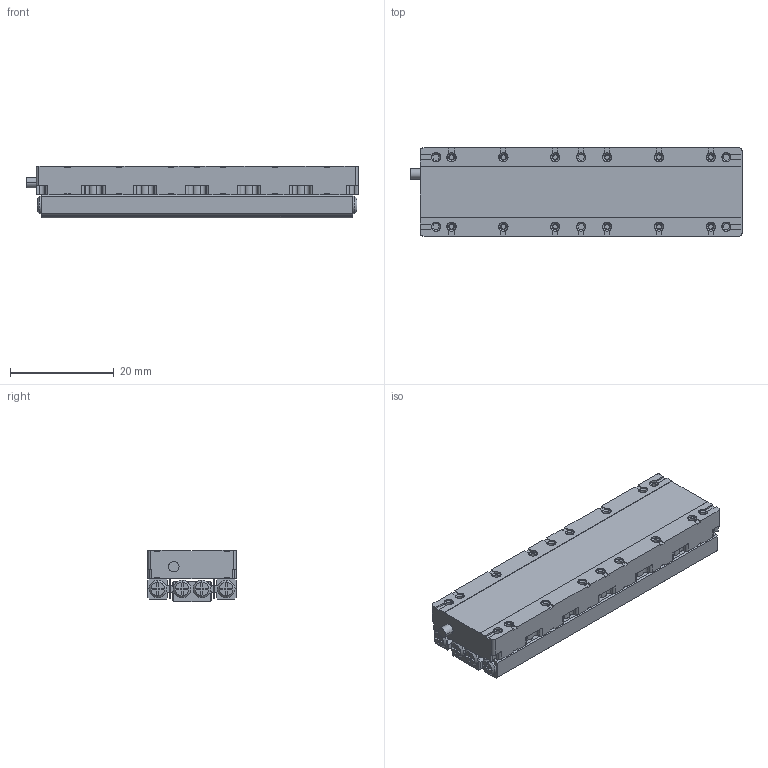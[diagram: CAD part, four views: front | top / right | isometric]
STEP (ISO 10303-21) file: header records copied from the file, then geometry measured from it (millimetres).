
FILE_DESCRIPTION (( 'STEP AP214' ), '1' );
FILE_NAME ('YZL-1760 馨譙眻盄萇儂.STEP', '2026-03-27T06:12:13', ( '' ), ( '' ), 'SwSTEP 2.0', 'SolidWorks 2022', '' );
FILE_SCHEMA (( 'AUTOMOTIVE_DESIGN' ));
Length unit declared in the file: millimetre
Products named in the file (1): YZL-1760 纳米直线电机
Bounding box: 64 x 17 x 10 mm (x, y, z)
Volume: 9121 mm3; surface area: 8602 mm2
Topology: 18 solids, 18 shells, 1147 faces, 2870 edges, 1786 vertices
Faces by surface type: plane 551, cylinder 364, cone 184, torus 24, sphere 24
Entity records: 47054 total; most frequent: DIRECTION 6332, CARTESIAN_POINT 5812, ORIENTED_EDGE 5724, EDGE_CURVE 2862, AXIS2_PLACEMENT_3D 2342, VERTEX_POINT 1782, VECTOR 1648, LINE 1648
